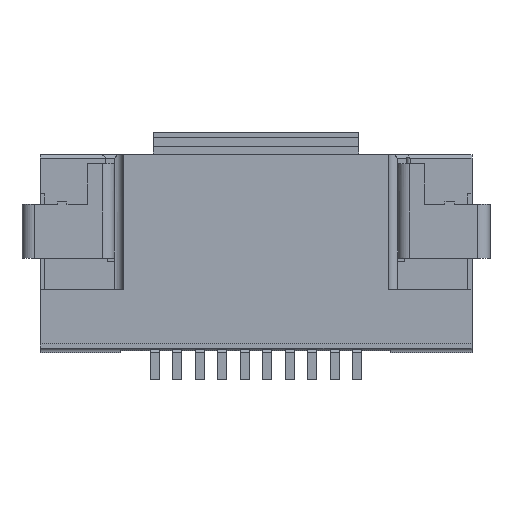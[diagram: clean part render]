
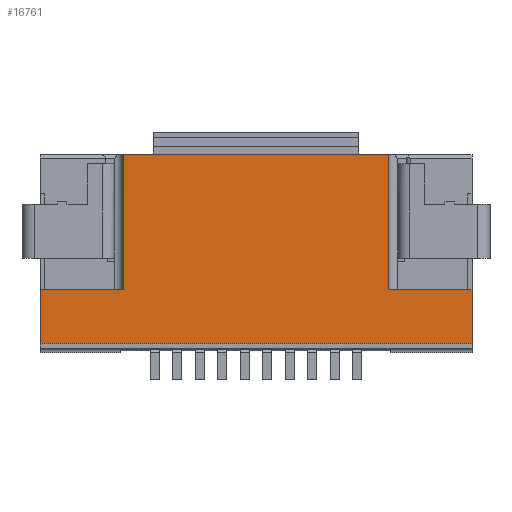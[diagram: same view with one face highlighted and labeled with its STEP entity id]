
A CAD part, front view. The second image highlights one B-rep face of the part: STEP entity #16761.
In plain terms, the highlighted planar face has unit normal (0, -1, 0).
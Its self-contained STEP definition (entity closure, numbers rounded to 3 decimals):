
#130=DIRECTION('',(-1.,0.,0.));
#131=VECTOR('',#130,5.9);
#132=CARTESIAN_POINT('',(2.95,0.,0.));
#133=LINE('',#132,#131);
#2168=DIRECTION('',(0.,0.,1.));
#2169=VECTOR('',#2168,1.2);
#2170=CARTESIAN_POINT('',(4.8,0.,-4.2));
#2171=LINE('',#2170,#2169);
#4724=DIRECTION('',(1.,0.,0.));
#4725=VECTOR('',#4724,1.85);
#4726=CARTESIAN_POINT('',(-4.8,0.,-3.));
#4727=LINE('',#4726,#4725);
#4728=DIRECTION('',(0.,0.,1.));
#4729=VECTOR('',#4728,3.);
#4730=CARTESIAN_POINT('',(-2.95,0.,-3.));
#4731=LINE('',#4730,#4729);
#4732=DIRECTION('',(0.,0.,1.));
#4733=VECTOR('',#4732,3.);
#4734=CARTESIAN_POINT('',(2.95,0.,-3.));
#4735=LINE('',#4734,#4733);
#4736=DIRECTION('',(1.,0.,0.));
#4737=VECTOR('',#4736,1.85);
#4738=CARTESIAN_POINT('',(2.95,0.,-3.));
#4739=LINE('',#4738,#4737);
#4740=DIRECTION('',(1.,0.,0.));
#4741=VECTOR('',#4740,9.6);
#4742=CARTESIAN_POINT('',(-4.8,0.,-4.2));
#4743=LINE('',#4742,#4741);
#4744=DIRECTION('',(0.,0.,1.));
#4745=VECTOR('',#4744,1.2);
#4746=CARTESIAN_POINT('',(-4.8,0.,-4.2));
#4747=LINE('',#4746,#4745);
#8210=CARTESIAN_POINT('',(-4.8,0.,-3.));
#8211=CARTESIAN_POINT('',(-2.95,0.,-3.));
#8212=VERTEX_POINT('',#8210);
#8213=VERTEX_POINT('',#8211);
#8214=CARTESIAN_POINT('',(2.95,0.,-3.));
#8215=CARTESIAN_POINT('',(4.8,0.,-3.));
#8216=VERTEX_POINT('',#8214);
#8217=VERTEX_POINT('',#8215);
#8218=CARTESIAN_POINT('',(2.95,0.,0.));
#8219=VERTEX_POINT('',#8218);
#8220=CARTESIAN_POINT('',(-2.95,0.,0.));
#8221=VERTEX_POINT('',#8220);
#8491=CARTESIAN_POINT('',(-4.8,0.,-4.2));
#8492=VERTEX_POINT('',#8491);
#8493=CARTESIAN_POINT('',(4.8,0.,-4.2));
#8494=VERTEX_POINT('',#8493);
#16746=CARTESIAN_POINT('',(-4.8,0.,0.));
#16747=DIRECTION('',(0.,-1.,0.));
#16748=DIRECTION('',(1.,0.,0.));
#16749=AXIS2_PLACEMENT_3D('',#16746,#16747,#16748);
#16750=PLANE('',#16749);
#16751=ORIENTED_EDGE('',*,*,#12745,.T.);
#16752=ORIENTED_EDGE('',*,*,#12779,.T.);
#16753=ORIENTED_EDGE('',*,*,#10876,.F.);
#16754=ORIENTED_EDGE('',*,*,#12417,.F.);
#16755=ORIENTED_EDGE('',*,*,#12760,.T.);
#16756=ORIENTED_EDGE('',*,*,#13088,.F.);
#16757=ORIENTED_EDGE('',*,*,#16739,.F.);
#16758=ORIENTED_EDGE('',*,*,#12295,.T.);
#16759=EDGE_LOOP('',(#16751,#16752,#16753,#16754,#16755,#16756,#16757,#16758));
#16760=FACE_OUTER_BOUND('',#16759,.F.);
#16761=ADVANCED_FACE('',(#16760),#16750,.T.);
#10876=EDGE_CURVE('',#8219,#8221,#133,.T.);
#12295=EDGE_CURVE('',#8492,#8212,#4747,.T.);
#12417=EDGE_CURVE('',#8216,#8219,#4735,.T.);
#12745=EDGE_CURVE('',#8212,#8213,#4727,.T.);
#12760=EDGE_CURVE('',#8216,#8217,#4739,.T.);
#12779=EDGE_CURVE('',#8213,#8221,#4731,.T.);
#13088=EDGE_CURVE('',#8494,#8217,#2171,.T.);
#16739=EDGE_CURVE('',#8492,#8494,#4743,.T.);
